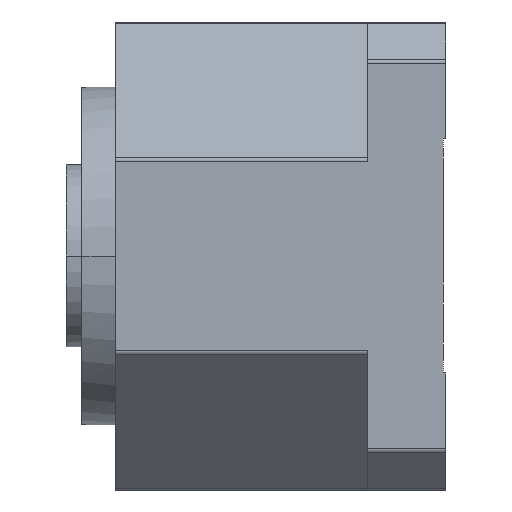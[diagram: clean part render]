
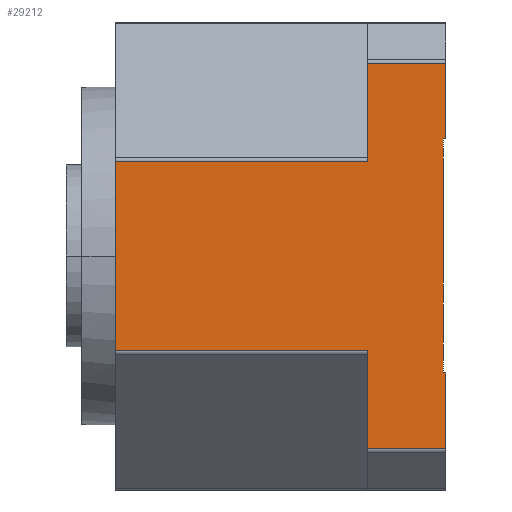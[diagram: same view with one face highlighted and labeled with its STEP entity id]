
A CAD part, left-side view. The second image highlights one B-rep face of the part: STEP entity #29212.
In plain terms, the highlighted planar face has unit normal (-1, 0, 0).
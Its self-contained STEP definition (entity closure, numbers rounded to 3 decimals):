
#24274=DIRECTION('',(0.,0.,1.));
#24275=VECTOR('',#24274,29.172);
#24276=CARTESIAN_POINT('',(-90.,-92.,-74.172));
#24277=LINE('',#24276,#24275);
#24355=DIRECTION('',(0.,0.,1.));
#24356=VECTOR('',#24355,29.172);
#24357=CARTESIAN_POINT('',(-90.,-92.,45.));
#24358=LINE('',#24357,#24356);
#24462=DIRECTION('',(0.,0.,-1.));
#24463=VECTOR('',#24462,37.721);
#24464=CARTESIAN_POINT('',(-90.,-62.,-36.451));
#24465=LINE('',#24464,#24463);
#24507=DIRECTION('',(0.,0.,-1.));
#24508=VECTOR('',#24507,37.721);
#24509=CARTESIAN_POINT('',(-90.,-62.,74.172));
#24510=LINE('',#24509,#24508);
#24688=DIRECTION('',(0.,0.,1.));
#24689=VECTOR('',#24688,72.902);
#24690=CARTESIAN_POINT('',(-90.,35.,-36.451));
#24691=LINE('',#24690,#24689);
#25227=DIRECTION('',(0.,-1.,0.));
#25228=VECTOR('',#25227,30.);
#25229=CARTESIAN_POINT('',(-90.,-62.,-74.172));
#25230=LINE('',#25229,#25228);
#25231=DIRECTION('',(0.,-1.,0.));
#25232=VECTOR('',#25231,97.);
#25233=CARTESIAN_POINT('',(-90.,35.,-36.451));
#25234=LINE('',#25233,#25232);
#25235=DIRECTION('',(0.,1.,0.));
#25236=VECTOR('',#25235,97.);
#25237=CARTESIAN_POINT('',(-90.,-62.,36.451));
#25238=LINE('',#25237,#25236);
#25239=DIRECTION('',(0.,1.,0.));
#25240=VECTOR('',#25239,30.);
#25241=CARTESIAN_POINT('',(-90.,-92.,74.172));
#25242=LINE('',#25241,#25240);
#25243=DIRECTION('',(0.,1.,0.));
#25244=VECTOR('',#25243,1.);
#25245=CARTESIAN_POINT('',(-90.,-92.,45.));
#25246=LINE('',#25245,#25244);
#25247=DIRECTION('',(0.,0.,1.));
#25248=VECTOR('',#25247,90.);
#25249=CARTESIAN_POINT('',(-90.,-91.,-45.));
#25250=LINE('',#25249,#25248);
#25251=DIRECTION('',(0.,1.,0.));
#25252=VECTOR('',#25251,1.);
#25253=CARTESIAN_POINT('',(-90.,-92.,-45.));
#25254=LINE('',#25253,#25252);
#27288=CARTESIAN_POINT('',(-90.,-92.,45.));
#27289=VERTEX_POINT('',#27288);
#27290=CARTESIAN_POINT('',(-90.,-92.,-45.));
#27292=VERTEX_POINT('',#27290);
#27296=CARTESIAN_POINT('',(-90.,-91.,-45.));
#27297=CARTESIAN_POINT('',(-90.,-91.,45.));
#27298=VERTEX_POINT('',#27296);
#27299=VERTEX_POINT('',#27297);
#27356=CARTESIAN_POINT('',(-90.,-92.,-74.172));
#27358=VERTEX_POINT('',#27356);
#27362=CARTESIAN_POINT('',(-90.,-62.,-74.172));
#27363=VERTEX_POINT('',#27362);
#27388=CARTESIAN_POINT('',(-90.,-62.,74.172));
#27390=VERTEX_POINT('',#27388);
#27394=CARTESIAN_POINT('',(-90.,-92.,74.172));
#27395=VERTEX_POINT('',#27394);
#27440=CARTESIAN_POINT('',(-90.,35.,-36.451));
#27441=VERTEX_POINT('',#27440);
#27442=CARTESIAN_POINT('',(-90.,-62.,-36.451));
#27443=VERTEX_POINT('',#27442);
#27444=CARTESIAN_POINT('',(-90.,35.,36.451));
#27446=VERTEX_POINT('',#27444);
#27450=CARTESIAN_POINT('',(-90.,-62.,36.451));
#27451=VERTEX_POINT('',#27450);
#29187=CARTESIAN_POINT('',(-90.,-92.,-90.));
#29188=DIRECTION('',(-1.,0.,0.));
#29189=DIRECTION('',(0.,0.,1.));
#29190=AXIS2_PLACEMENT_3D('',#29187,#29188,#29189);
#29191=PLANE('',#29190);
#29193=ORIENTED_EDGE('',*,*,#29192,.F.);
#29194=ORIENTED_EDGE('',*,*,#28296,.F.);
#29196=ORIENTED_EDGE('',*,*,#29195,.F.);
#29197=ORIENTED_EDGE('',*,*,#28652,.T.);
#29199=ORIENTED_EDGE('',*,*,#29198,.F.);
#29200=ORIENTED_EDGE('',*,*,#28352,.F.);
#29202=ORIENTED_EDGE('',*,*,#29201,.F.);
#29203=ORIENTED_EDGE('',*,*,#28198,.F.);
#29205=ORIENTED_EDGE('',*,*,#29204,.T.);
#29206=ORIENTED_EDGE('',*,*,#29152,.F.);
#29208=ORIENTED_EDGE('',*,*,#29207,.F.);
#29209=ORIENTED_EDGE('',*,*,#28130,.F.);
#29210=EDGE_LOOP('',(#29193,#29194,#29196,#29197,#29199,#29200,#29202,#29203,
#29205,#29206,#29208,#29209));
#29211=FACE_OUTER_BOUND('',#29210,.F.);
#29212=ADVANCED_FACE('',(#29211),#29191,.T.);
#28130=EDGE_CURVE('',#27358,#27292,#24277,.T.);
#28198=EDGE_CURVE('',#27289,#27395,#24358,.T.);
#28296=EDGE_CURVE('',#27443,#27363,#24465,.T.);
#28352=EDGE_CURVE('',#27390,#27451,#24510,.T.);
#28652=EDGE_CURVE('',#27441,#27446,#24691,.T.);
#29152=EDGE_CURVE('',#27298,#27299,#25250,.T.);
#29192=EDGE_CURVE('',#27363,#27358,#25230,.T.);
#29195=EDGE_CURVE('',#27441,#27443,#25234,.T.);
#29198=EDGE_CURVE('',#27451,#27446,#25238,.T.);
#29201=EDGE_CURVE('',#27395,#27390,#25242,.T.);
#29204=EDGE_CURVE('',#27289,#27299,#25246,.T.);
#29207=EDGE_CURVE('',#27292,#27298,#25254,.T.);
